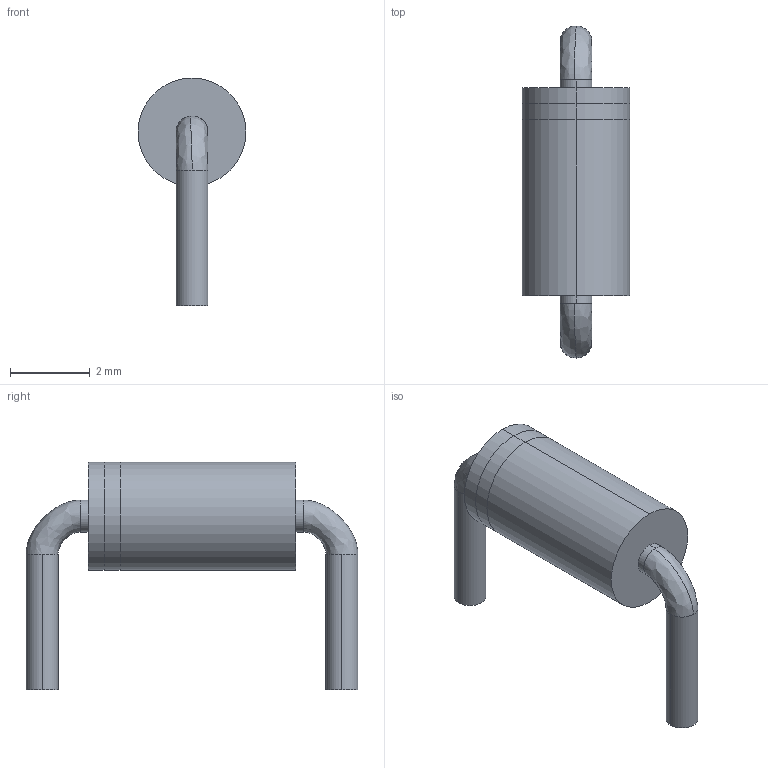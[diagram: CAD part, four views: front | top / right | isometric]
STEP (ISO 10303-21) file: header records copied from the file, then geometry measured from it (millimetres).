
FILE_DESCRIPTION (( 'STEP AP214' ), '1' );
FILE_NAME ('Do-41.STEP', '2023-08-16T08:08:21', ( '' ), ( '' ), 'SwSTEP 2.0', 'SolidWorks 2019', '' );
FILE_SCHEMA (( 'AUTOMOTIVE_DESIGN' ));
Length unit declared in the file: millimetre
Products named in the file (1): Do-41
Bounding box: 2.7 x 8.3 x 5.7 mm (x, y, z)
Volume: 34.8 mm3; surface area: 109.8 mm2
Topology: 9 solids, 9 shells, 36 faces, 54 edges, 36 vertices
Faces by surface type: plane 18, cylinder 14, bspline 4
Entity records: 1328 total; most frequent: CARTESIAN_POINT 423, DIRECTION 152, ORIENTED_EDGE 108, AXIS2_PLACEMENT_3D 69, EDGE_CURVE 54, ADVANCED_FACE 36, VERTEX_POINT 36, CIRCLE 36
